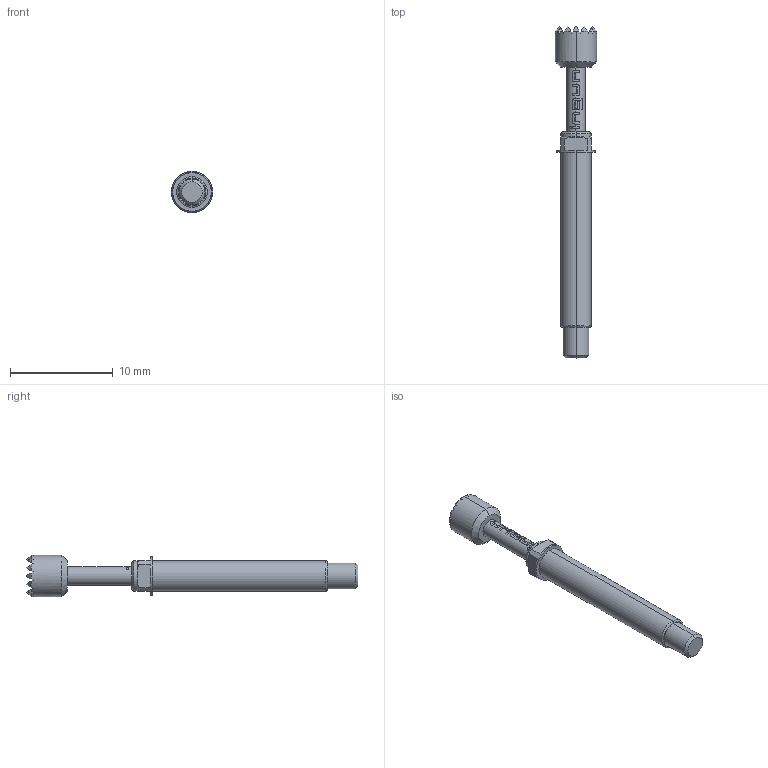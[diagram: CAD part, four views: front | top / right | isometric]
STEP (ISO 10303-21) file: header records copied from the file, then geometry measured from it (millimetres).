
FILE_DESCRIPTION (( 'STEP AP203' ), '1' );
FILE_NAME ('INGUN_GKS-103_206_400_A_xx02_M.STEP', '2021-12-14T13:58:58', ( 'ochi' ), ( '' ), 'SwSTEP 2.0', 'SolidWorks 2018', '' );
FILE_SCHEMA (( 'CONFIG_CONTROL_DESIGN' ));
Length unit declared in the file: millimetre
Products named in the file (1): INGUN_GKS-103_206_400_A_xx02_M
Bounding box: 4 x 32.3 x 4 mm (x, y, z)
Volume: 210.4 mm3; surface area: 330.8 mm2
Topology: 1 solids, 1 shells, 204 faces, 491 edges, 294 vertices
Faces by surface type: plane 94, bspline 61, cone 25, cylinder 22, torus 2
Entity records: 7179 total; most frequent: CARTESIAN_POINT 3148, ORIENTED_EDGE 982, DIRECTION 550, EDGE_CURVE 491, VERTEX_POINT 294, B_SPLINE_CURVE_WITH_KNOTS 255, EDGE_LOOP 209, FACE_OUTER_BOUND 204
